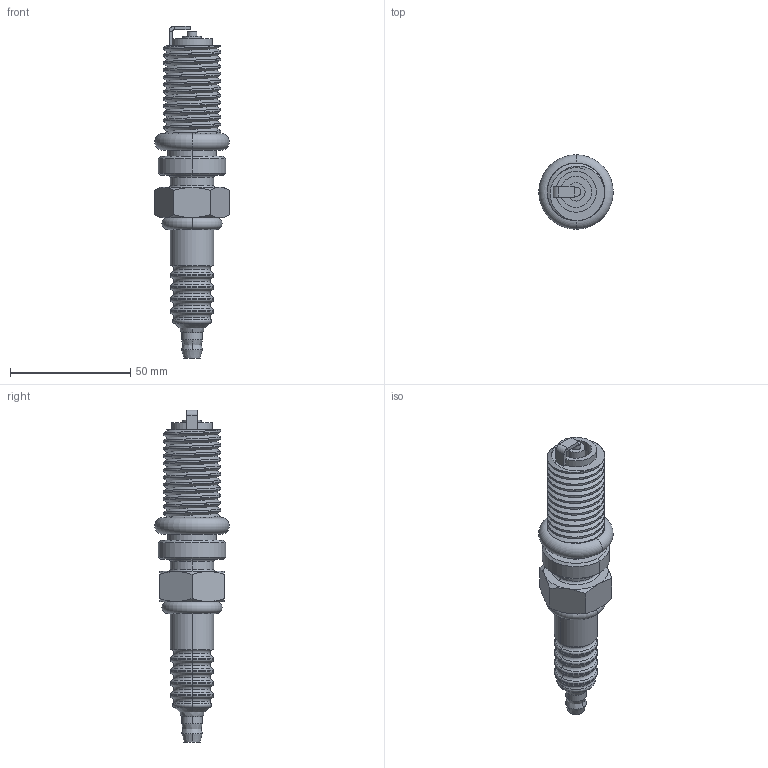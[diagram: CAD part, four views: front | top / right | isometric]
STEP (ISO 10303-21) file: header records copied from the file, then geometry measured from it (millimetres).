
FILE_DESCRIPTION (( 'STEP AP214' ), '1' );
FILE_NAME ('Spark Plug.STEP', '2019-09-01T19:26:52', ( '' ), ( '' ), 'SwSTEP 2.0', 'SolidWorks 2018', '' );
FILE_SCHEMA (( 'AUTOMOTIVE_DESIGN' ));
Length unit declared in the file: millimetre
Products named in the file (1): Spark Plug
Bounding box: 31 x 31 x 138.25 mm (x, y, z)
Volume: 39385.3 mm3; surface area: 17513.9 mm2
Topology: 2 solids, 2 shells, 168 faces, 381 edges, 227 vertices
Faces by surface type: cylinder 60, torus 46, plane 32, cone 22, bspline 8
Entity records: 9873 total; most frequent: CARTESIAN_POINT 5633, DIRECTION 791, ORIENTED_EDGE 762, EDGE_CURVE 381, AXIS2_PLACEMENT_3D 346, VERTEX_POINT 227, CIRCLE 185, EDGE_LOOP 178
